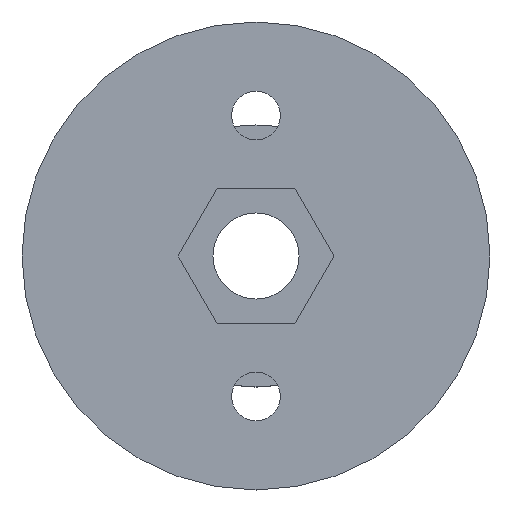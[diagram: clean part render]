
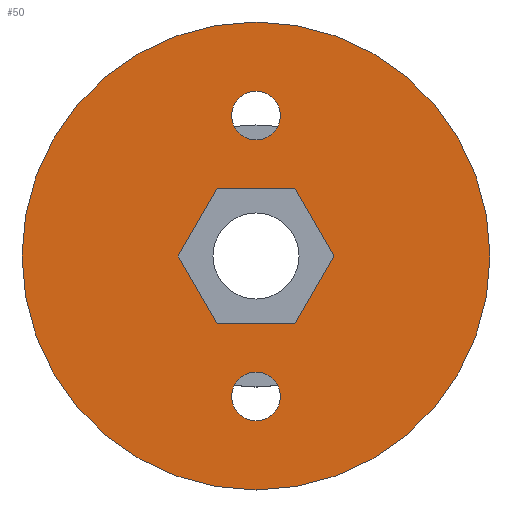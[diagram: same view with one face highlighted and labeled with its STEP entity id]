
A CAD part, front view. The second image highlights one B-rep face of the part: STEP entity #50.
In plain terms, the highlighted planar face has unit normal (0, -1, 0).
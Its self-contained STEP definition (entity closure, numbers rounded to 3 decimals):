
#21 = EDGE_CURVE('',#22,#22,#24,.T.);
#22 = VERTEX_POINT('',#23);
#23 = CARTESIAN_POINT('',(0.,0.,12.5));
#24 = CIRCLE('',#25,12.5);
#25 = AXIS2_PLACEMENT_3D('',#26,#27,#28);
#26 = CARTESIAN_POINT('',(0.,0.,
    0.));
#27 = DIRECTION('',(0.,1.,0.));
#28 = DIRECTION('',(0.,0.,1.));
#50 = ADVANCED_FACE('',(#51,#54,#104,#115),#126,.F.);
#51 = FACE_BOUND('',#52,.F.);
#52 = EDGE_LOOP('',(#53));
#53 = ORIENTED_EDGE('',*,*,#21,.T.);
#54 = FACE_BOUND('',#55,.F.);
#55 = EDGE_LOOP('',(#56,#66,#74,#82,#90,#98));
#56 = ORIENTED_EDGE('',*,*,#57,.T.);
#57 = EDGE_CURVE('',#58,#60,#62,.T.);
#58 = VERTEX_POINT('',#59);
#59 = CARTESIAN_POINT('',(4.157,0.,
    0.));
#60 = VERTEX_POINT('',#61);
#61 = CARTESIAN_POINT('',(2.078,0.,
    3.6));
#62 = LINE('',#63,#64);
#63 = CARTESIAN_POINT('',(4.157,0.,
    0.));
#64 = VECTOR('',#65,1.);
#65 = DIRECTION('',(-0.5,0.,0.866));
#66 = ORIENTED_EDGE('',*,*,#67,.T.);
#67 = EDGE_CURVE('',#60,#68,#70,.T.);
#68 = VERTEX_POINT('',#69);
#69 = CARTESIAN_POINT('',(-2.078,0.,
    3.6));
#70 = LINE('',#71,#72);
#71 = CARTESIAN_POINT('',(2.078,0.,
    3.6));
#72 = VECTOR('',#73,1.);
#73 = DIRECTION('',(-1.,0.,0.));
#74 = ORIENTED_EDGE('',*,*,#75,.T.);
#75 = EDGE_CURVE('',#68,#76,#78,.T.);
#76 = VERTEX_POINT('',#77);
#77 = CARTESIAN_POINT('',(-4.157,0.,
    0.));
#78 = LINE('',#79,#80);
#79 = CARTESIAN_POINT('',(-2.078,0.,
    3.6));
#80 = VECTOR('',#81,1.);
#81 = DIRECTION('',(-0.5,0.,-0.866));
#82 = ORIENTED_EDGE('',*,*,#83,.T.);
#83 = EDGE_CURVE('',#76,#84,#86,.T.);
#84 = VERTEX_POINT('',#85);
#85 = CARTESIAN_POINT('',(-2.078,0.,
    -3.6));
#86 = LINE('',#87,#88);
#87 = CARTESIAN_POINT('',(-4.157,0.,
    0.));
#88 = VECTOR('',#89,1.);
#89 = DIRECTION('',(0.5,0.,-0.866)
  );
#90 = ORIENTED_EDGE('',*,*,#91,.T.);
#91 = EDGE_CURVE('',#84,#92,#94,.T.);
#92 = VERTEX_POINT('',#93);
#93 = CARTESIAN_POINT('',(2.078,0.,
    -3.6));
#94 = LINE('',#95,#96);
#95 = CARTESIAN_POINT('',(-2.078,0.,
    -3.6));
#96 = VECTOR('',#97,1.);
#97 = DIRECTION('',(1.,0.,0.));
#98 = ORIENTED_EDGE('',*,*,#99,.T.);
#99 = EDGE_CURVE('',#92,#58,#100,.T.);
#100 = LINE('',#101,#102);
#101 = CARTESIAN_POINT('',(2.078,0.,
    -3.6));
#102 = VECTOR('',#103,1.);
#103 = DIRECTION('',(0.5,0.,0.866));
#104 = FACE_BOUND('',#105,.F.);
#105 = EDGE_LOOP('',(#106));
#106 = ORIENTED_EDGE('',*,*,#107,.T.);
#107 = EDGE_CURVE('',#108,#108,#110,.T.);
#108 = VERTEX_POINT('',#109);
#109 = CARTESIAN_POINT('',(0.,0.,-8.8)
  );
#110 = CIRCLE('',#111,1.3);
#111 = AXIS2_PLACEMENT_3D('',#112,#113,#114);
#112 = CARTESIAN_POINT('',(0.,0.,-7.5)
  );
#113 = DIRECTION('',(0.,-1.,0.));
#114 = DIRECTION('',(0.,0.,-1.));
#115 = FACE_BOUND('',#116,.F.);
#116 = EDGE_LOOP('',(#117));
#117 = ORIENTED_EDGE('',*,*,#118,.T.);
#118 = EDGE_CURVE('',#119,#119,#121,.T.);
#119 = VERTEX_POINT('',#120);
#120 = CARTESIAN_POINT('',(0.,0.,6.2)
  );
#121 = CIRCLE('',#122,1.3);
#122 = AXIS2_PLACEMENT_3D('',#123,#124,#125);
#123 = CARTESIAN_POINT('',(0.,0.,7.5)
  );
#124 = DIRECTION('',(0.,-1.,0.));
#125 = DIRECTION('',(0.,0.,-1.));
#126 = PLANE('',#127);
#127 = AXIS2_PLACEMENT_3D('',#128,#129,#130);
#128 = CARTESIAN_POINT('',(0.,0.,
    0.));
#129 = DIRECTION('',(0.,1.,0.));
#130 = DIRECTION('',(0.,0.,1.));
